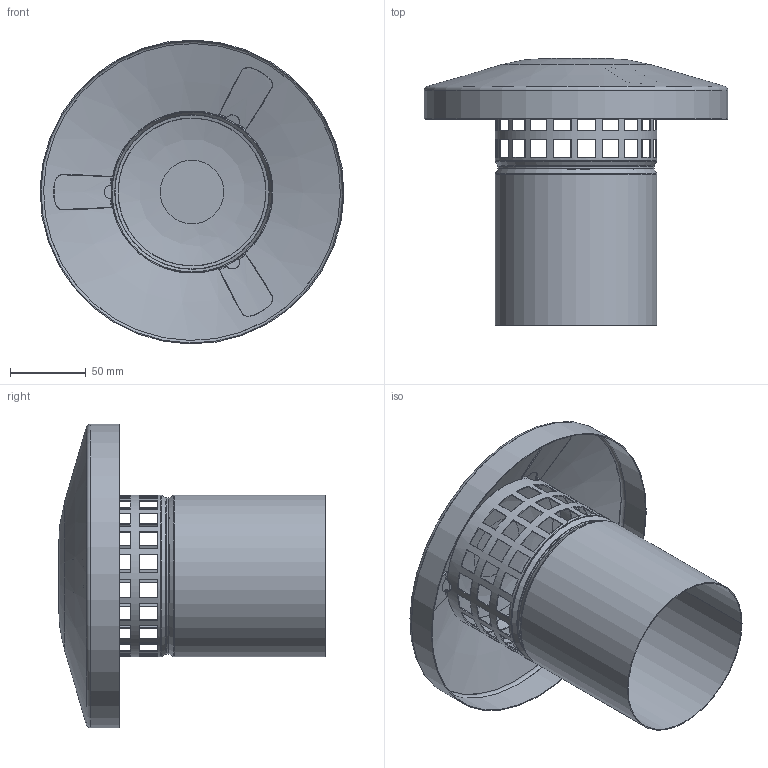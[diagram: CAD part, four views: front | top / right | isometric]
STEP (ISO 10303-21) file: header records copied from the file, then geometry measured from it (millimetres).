
FILE_DESCRIPTION(/* description */ ('Takhatt'),/* implementation_level */ '2;1');
FILE_NAME(/* name */ 'ND10003.stp',/* time_stamp */ '2016-11-28T12:23:17+01:00',/* author */ ('CAD'),/* organization */ (''),/* preprocessor_version */ 'ST-DEVELOPER v16.5',/* originating_system */ 'Autodesk Inventor 2017',/* authorisation */ '');
FILE_SCHEMA (('AUTOMOTIVE_DESIGN { 1 0 10303 214 3 1 1 }'));
Length unit declared in the file: millimetre
Products named in the file (3): HTHR-02; HTHR-AB-01; HTH-BA-01
Assembly tree (2 placements, depth 2):
  HTHR-02
    HTHR-AB-01
    HTH-BA-01
Bounding box: 200.97 x 176.5 x 200.97 mm (x, y, z)
Volume: 57556.1 mm3; surface area: 194766 mm2
Topology: 2 solids, 2 shells, 391 faces, 1083 edges, 691 vertices
Faces by surface type: plane 290, bspline 44, torus 22, cylinder 20, cone 15
Full cylindrical faces by diameter (mm): 199.8 x1, 201 x1
Entity records: 13983 total; most frequent: CARTESIAN_POINT 3256, ORIENTED_EDGE 2152, DIRECTION 2092, EDGE_CURVE 1076, AXIS2_PLACEMENT_3D 738, VERTEX_POINT 690, LINE 616, VECTOR 616
